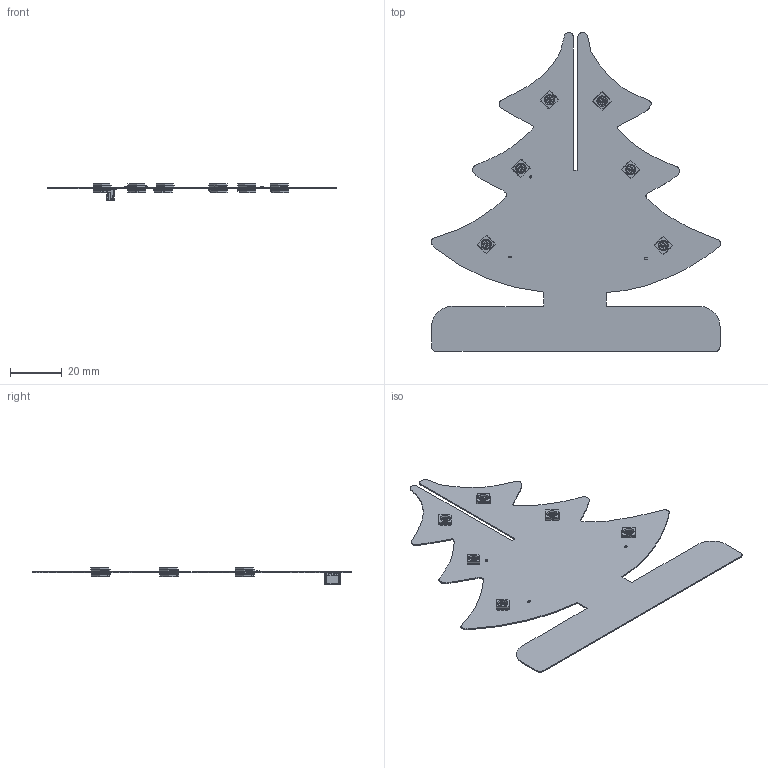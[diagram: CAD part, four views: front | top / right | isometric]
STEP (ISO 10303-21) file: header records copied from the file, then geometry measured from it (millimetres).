
FILE_DESCRIPTION(('Open CASCADE Model'),'2;1');
FILE_NAME('Open CASCADE Shape Model','2025-02-19T11:24:56',('Author'),( 'Open CASCADE'),'Open CASCADE STEP processor 7.5','Open CASCADE 7.5' ,'Unknown');
FILE_SCHEMA(('AUTOMOTIVE_DESIGN { 1 0 10303 214 1 1 1 1 }'));
Length unit declared in the file: millimetre
Products named in the file (25): PCB; Board; Open CASCADE STEP translator 7.5 6.1.1; C2; C0402; L22; 150505M1xxx; cover; housing; base; L21; L20; L19; L26; L18; L25; L17; L24; L16; L23; L15; J1; 5760920192; C3; C1
Assembly tree (38 placements, depth 4):
  PCB
    Board
      Open CASCADE STEP translator 7.5 6.1.1
    C2
      C0402
    L22
      150505M1xxx
        cover
        housing
        base  x2
    L21
      150505M1xxx
        cover
        housing
        base  x2
    L20
      150505M1xxx
        cover
        housing
        base  x2
    L19
      150505M1xxx
        cover
        housing
        base  x2
    L26
      150505M1xxx
        cover
        housing
        base  x2
    L18
      150505M1xxx
        cover
        housing
        base  x2
    L25
      150505M1xxx
        cover
        housing
        base  x2
    L17
      150505M1xxx
        cover
        housing
        base  x2
    L24
      150505M1xxx
        cover
        housing
        base  x2
    L16
      150505M1xxx
        cover
        housing
        base  x2
    L23
      150505M1xxx
        cover
        housing
        base  x2
Bounding box: 111.81 x 123.45 x 6.3 mm (x, y, z)
Volume: 3730.1 mm3; surface area: 17518.5 mm2
Topology: 115 solids, 115 shells, 3838 faces, 10371 edges, 6840 vertices
Faces by surface type: plane 2871, cylinder 871, bspline 60, revolution 24, cone 12
Full cylindrical faces by diameter (mm): 1.3 x12
Entity records: 23353 total; most frequent: CARTESIAN_POINT 4119, ORIENTED_EDGE 3544, DIRECTION 3470, EDGE_CURVE 1772, LINE 1400, VECTOR 1400, VERTEX_POINT 1154, AXIS2_PLACEMENT_3D 1031
